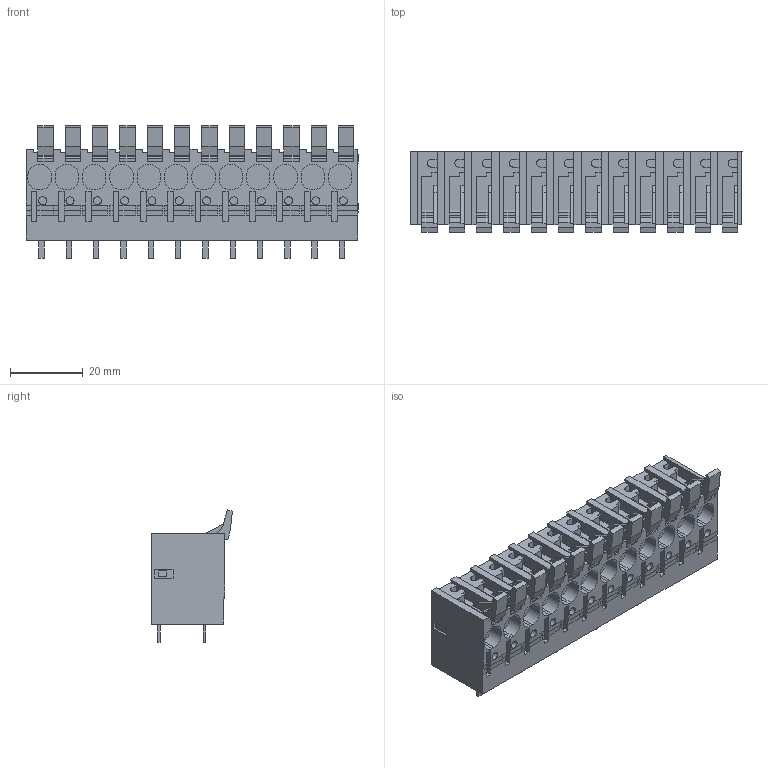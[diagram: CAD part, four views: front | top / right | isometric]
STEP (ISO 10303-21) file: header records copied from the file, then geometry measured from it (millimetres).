
FILE_DESCRIPTION(('CATIA V5 STEP Exchange','CAx-IF Rec.Pracs.--- Model Styling and Organization---1.4--- 2014-01-23'),'2;1');
FILE_NAME ('D1462722_2_2472180000_2472180000.stp','2022-07-29T07:25:45+00:00',('none'),('Weidmueller'),'CATIA Version 5-6 Release 2016 SP3 HF44','CATIA V5 STEP AP214','none');
FILE_SCHEMA(('AUTOMOTIVE_DESIGN { 1 0 10303 214 1 1 1 1 }'));
Length unit declared in the file: millimetre
Products named in the file (1): 2472180000
Bounding box: 91.13 x 22.16 x 36.41 mm (x, y, z)
Volume: 38269.1 mm3; surface area: 18168.3 mm2
Topology: 25 solids, 25 shells, 1088 faces, 2881 edges, 1917 vertices
Faces by surface type: plane 852, cylinder 236
Entity records: 31153 total; most frequent: CARTESIAN_POINT 6584, ORIENTED_EDGE 5762, DIRECTION 3657, EDGE_CURVE 2881, VECTOR 2451, LINE 2451, VERTEX_POINT 1917, EDGE_LOOP 1162
